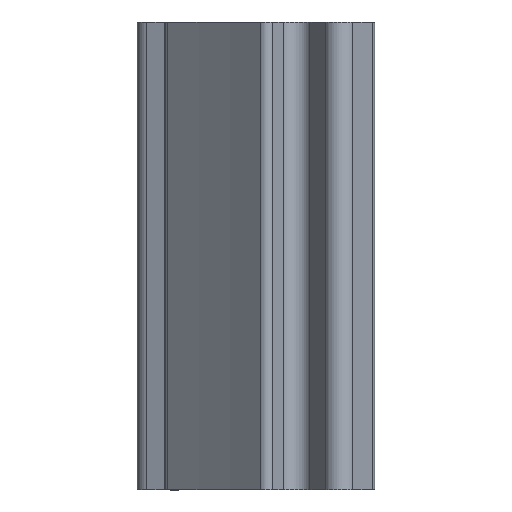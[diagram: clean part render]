
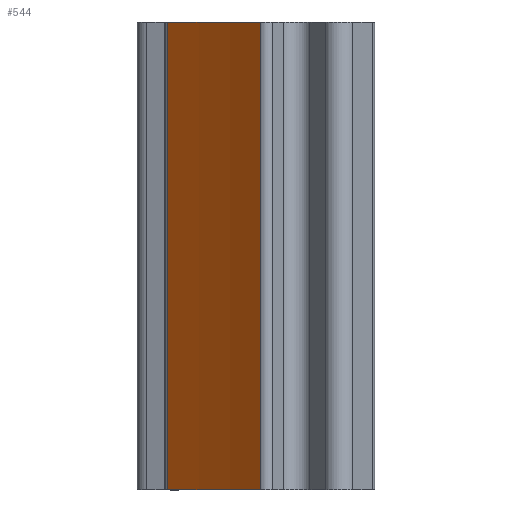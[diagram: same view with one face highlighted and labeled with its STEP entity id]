
A CAD part, left-side view. The second image highlights one B-rep face of the part: STEP entity #544.
In plain terms, the highlighted cylindrical face has radius 40.386 mm (diameter 80.771 mm), a partial arc.
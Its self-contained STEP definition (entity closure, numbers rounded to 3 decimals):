
#39=CIRCLE('',#594,40.386);
#46=CIRCLE('',#610,40.386);
#60=CYLINDRICAL_SURFACE('',#616,40.386);
#83=FACE_OUTER_BOUND('',#112,.T.);
#112=EDGE_LOOP('',(#467,#468,#469,#470));
#156=LINE('',#931,#203);
#162=LINE('',#960,#209);
#203=VECTOR('',#737,0.2);
#209=VECTOR('',#761,10.);
#235=VERTEX_POINT('',#835);
#252=VERTEX_POINT('',#875);
#262=VERTEX_POINT('',#930);
#263=VERTEX_POINT('',#934);
#312=EDGE_CURVE('',#235,#252,#39,.T.);
#330=EDGE_CURVE('',#235,#262,#156,.T.);
#332=EDGE_CURVE('',#263,#262,#46,.T.);
#344=EDGE_CURVE('',#263,#252,#162,.T.);
#467=ORIENTED_EDGE('',*,*,#312,.T.);
#468=ORIENTED_EDGE('',*,*,#344,.F.);
#469=ORIENTED_EDGE('',*,*,#332,.T.);
#470=ORIENTED_EDGE('',*,*,#330,.F.);
#544=ADVANCED_FACE('',(#83),#60,.F.);
#594=AXIS2_PLACEMENT_3D('',#881,#698,#699);
#610=AXIS2_PLACEMENT_3D('',#935,#742,#743);
#616=AXIS2_PLACEMENT_3D('',#959,#759,#760);
#698=DIRECTION('center_axis',(0.,0.,1.));
#699=DIRECTION('ref_axis',(0.807,-0.59,0.));
#737=DIRECTION('',(0.,0.,-1.));
#742=DIRECTION('center_axis',(0.,0.,-1.));
#743=DIRECTION('ref_axis',(0.807,-0.59,0.));
#759=DIRECTION('center_axis',(0.,0.,1.));
#760=DIRECTION('ref_axis',(0.807,-0.59,0.));
#761=DIRECTION('',(0.,0.,1.));
#835=CARTESIAN_POINT('',(-6.632,-37.655,17.8));
#875=CARTESIAN_POINT('',(-4.396,-35.31,17.8));
#881=CARTESIAN_POINT('Origin',(-34.727,-8.644,17.8));
#930=CARTESIAN_POINT('',(-6.632,-37.655,6.));
#931=CARTESIAN_POINT('',(-6.632,-37.655,6.));
#934=CARTESIAN_POINT('',(-4.396,-35.31,6.));
#935=CARTESIAN_POINT('Origin',(-34.727,-8.644,6.));
#959=CARTESIAN_POINT('Origin',(-34.727,-8.644,6.));
#960=CARTESIAN_POINT('',(-4.396,-35.31,6.));
